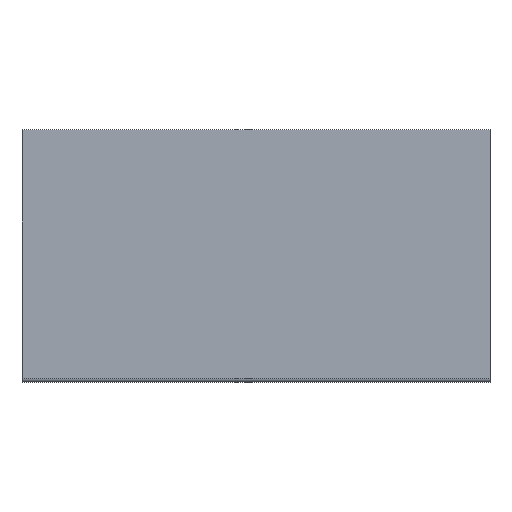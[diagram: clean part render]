
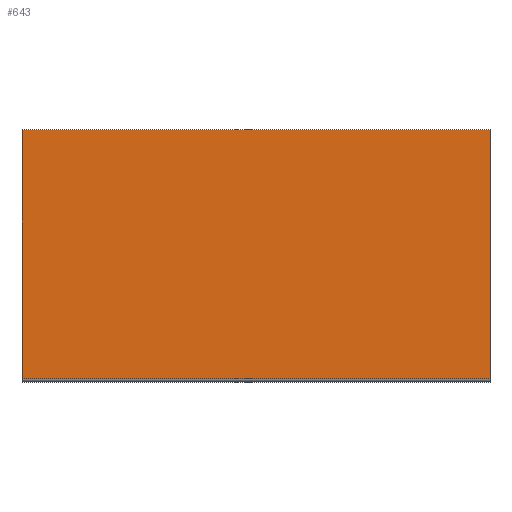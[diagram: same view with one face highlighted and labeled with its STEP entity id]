
A CAD part, left-side view. The second image highlights one B-rep face of the part: STEP entity #643.
In plain terms, the highlighted planar face has unit normal (-1, 0, 0).
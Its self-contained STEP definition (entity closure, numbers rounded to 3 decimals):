
#199=DIRECTION('',(0.,-1.,0.));
#200=VECTOR('',#199,100.);
#201=CARTESIAN_POINT('',(-3.3,100.,-31.2));
#202=LINE('',#201,#200);
#208=DIRECTION('',(0.,0.,1.));
#209=VECTOR('',#208,53.2);
#210=CARTESIAN_POINT('',(-3.3,100.,-31.2));
#211=LINE('',#210,#209);
#212=DIRECTION('',(0.,-1.,0.));
#213=VECTOR('',#212,100.);
#214=CARTESIAN_POINT('',(-3.3,100.,22.));
#215=LINE('',#214,#213);
#216=DIRECTION('',(0.,0.,-1.));
#217=VECTOR('',#216,53.2);
#218=CARTESIAN_POINT('',(-3.3,0.,22.));
#219=LINE('',#218,#217);
#330=CARTESIAN_POINT('',(-3.3,100.,-31.2));
#331=VERTEX_POINT('',#330);
#332=CARTESIAN_POINT('',(-3.3,0.,-31.2));
#333=VERTEX_POINT('',#332);
#354=CARTESIAN_POINT('',(-3.3,100.,22.));
#355=CARTESIAN_POINT('',(-3.3,0.,22.));
#356=VERTEX_POINT('',#354);
#357=VERTEX_POINT('',#355);
#631=CARTESIAN_POINT('',(-3.3,0.,-32.));
#632=DIRECTION('',(-1.,0.,0.));
#633=DIRECTION('',(0.,0.,1.));
#634=AXIS2_PLACEMENT_3D('',#631,#632,#633);
#635=PLANE('',#634);
#636=ORIENTED_EDGE('',*,*,#469,.T.);
#638=ORIENTED_EDGE('',*,*,#637,.T.);
#639=ORIENTED_EDGE('',*,*,#419,.T.);
#640=ORIENTED_EDGE('',*,*,#625,.F.);
#641=EDGE_LOOP('',(#636,#638,#639,#640));
#642=FACE_OUTER_BOUND('',#641,.F.);
#643=ADVANCED_FACE('',(#642),#635,.T.);
#419=EDGE_CURVE('',#357,#333,#219,.T.);
#469=EDGE_CURVE('',#331,#356,#211,.T.);
#625=EDGE_CURVE('',#331,#333,#202,.T.);
#637=EDGE_CURVE('',#356,#357,#215,.T.);
